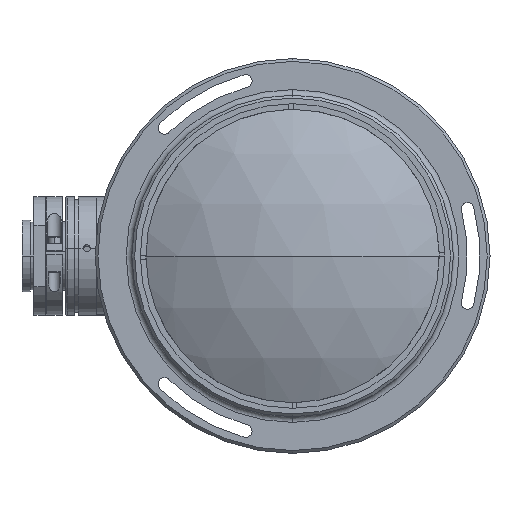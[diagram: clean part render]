
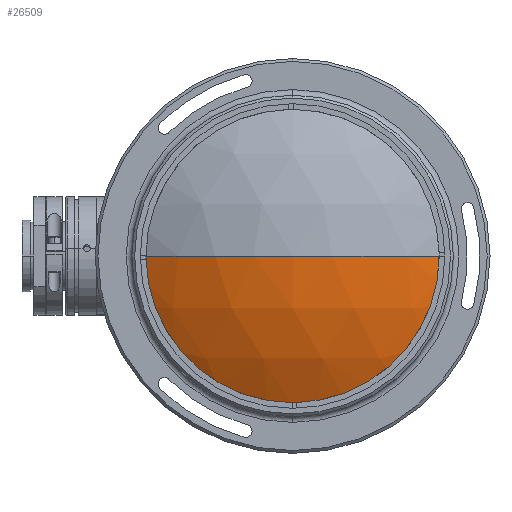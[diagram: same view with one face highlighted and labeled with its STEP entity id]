
A CAD part, left-side view. The second image highlights one B-rep face of the part: STEP entity #26509.
In plain terms, the highlighted spherical face has radius 103.972 mm.
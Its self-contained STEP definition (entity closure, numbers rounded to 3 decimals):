
#553 = DIRECTION ( 'NONE',  ( 0., 0., 1. ) ) ;
#1044 = EDGE_CURVE ( 'NONE', #2053, #12443, #19280, .T. ) ;
#2053 = VERTEX_POINT ( 'NONE', #15074 ) ;
#2057 = SPHERICAL_SURFACE ( 'NONE', #3889, 103.972 ) ;
#3307 = VERTEX_POINT ( 'NONE', #16080 ) ;
#3889 = AXIS2_PLACEMENT_3D ( 'NONE', #10458, #14560, #16865 ) ;
#4028 = EDGE_LOOP ( 'NONE', ( #11056, #6440, #10460 ) ) ;
#4191 = DIRECTION ( 'NONE',  ( 0., 1., 0. ) ) ;
#6440 = ORIENTED_EDGE ( 'NONE', *, *, #1044, .T. ) ;
#9639 = DIRECTION ( 'NONE',  ( 0., 0., 1. ) ) ;
#10458 = CARTESIAN_POINT ( 'NONE',  ( 103.972, 0., 0. ) ) ;
#10460 = ORIENTED_EDGE ( 'NONE', *, *, #17903, .F. ) ;
#11056 = ORIENTED_EDGE ( 'NONE', *, *, #26110, .T. ) ;
#12113 = CIRCLE ( 'NONE', #16129, 103.972 ) ;
#12443 = VERTEX_POINT ( 'NONE', #26938 ) ;
#12696 = CIRCLE ( 'NONE', #16357, 53. ) ;
#13255 = DIRECTION ( 'NONE',  ( -1., 0., 0. ) ) ;
#14560 = DIRECTION ( 'NONE',  ( 0., 0., -1. ) ) ;
#14917 = AXIS2_PLACEMENT_3D ( 'NONE', #21220, #18892, #4191 ) ;
#15074 = CARTESIAN_POINT ( 'NONE',  ( 14.523, -53., 0. ) ) ;
#16080 = CARTESIAN_POINT ( 'NONE',  ( 14.523, 53., 0. ) ) ;
#16129 = AXIS2_PLACEMENT_3D ( 'NONE', #22381, #9639, #24523 ) ;
#16357 = AXIS2_PLACEMENT_3D ( 'NONE', #26000, #13255, #553 ) ;
#16865 = DIRECTION ( 'NONE',  ( 0., 1., 0. ) ) ;
#17903 = EDGE_CURVE ( 'NONE', #3307, #12443, #12113, .T. ) ;
#18892 = DIRECTION ( 'NONE',  ( 0., 0., -1. ) ) ;
#19280 = CIRCLE ( 'NONE', #14917, 103.972 ) ;
#21220 = CARTESIAN_POINT ( 'NONE',  ( 103.972, 0., 0. ) ) ;
#22381 = CARTESIAN_POINT ( 'NONE',  ( 103.972, 0., 0. ) ) ;
#23992 = FACE_OUTER_BOUND ( 'NONE', #4028, .T. ) ;
#24523 = DIRECTION ( 'NONE',  ( 1., 0., 0. ) ) ;
#26000 = CARTESIAN_POINT ( 'NONE',  ( 14.523, 0., 0. ) ) ;
#26110 = EDGE_CURVE ( 'NONE', #3307, #2053, #12696, .T. ) ;
#26509 = ADVANCED_FACE ( 'NONE', ( #23992 ), #2057, .T. ) ;
#26938 = CARTESIAN_POINT ( 'NONE',  ( 0., 0., 0. ) ) ;
